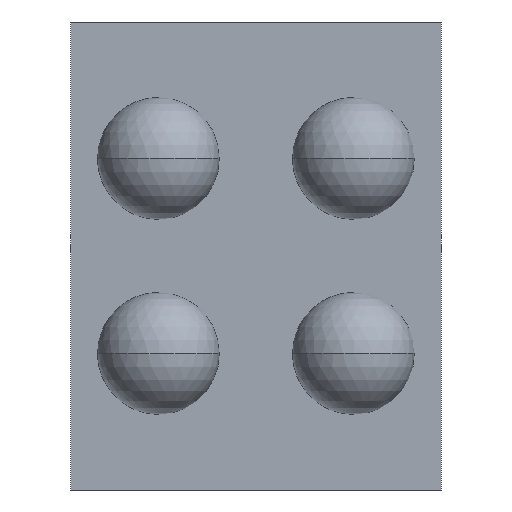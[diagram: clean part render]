
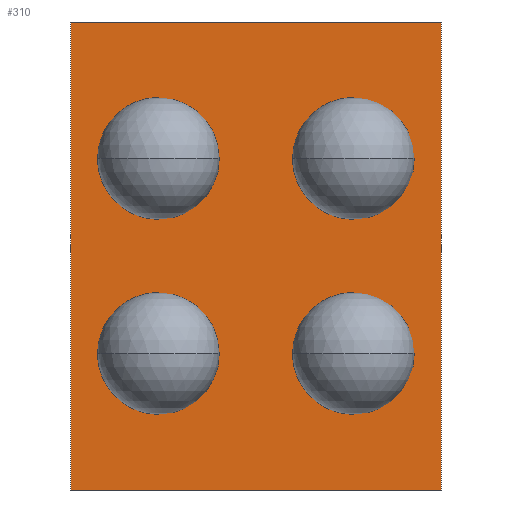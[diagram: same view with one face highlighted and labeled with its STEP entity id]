
A CAD part, front view. The second image highlights one B-rep face of the part: STEP entity #310.
In plain terms, the highlighted planar face has unit normal (0, -1, 0).
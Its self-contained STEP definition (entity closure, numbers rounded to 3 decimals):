
#3 = LINE ( 'NONE', #81, #540 ) ;
#8 = CARTESIAN_POINT ( 'NONE',  ( -0.38, 0.21, 0.48 ) ) ;
#11 = VERTEX_POINT ( 'NONE', #249 ) ;
#19 = AXIS2_PLACEMENT_3D ( 'NONE', #602, #274, #334 ) ;
#45 = DIRECTION ( 'NONE',  ( 1., 0., 0. ) ) ;
#61 = ORIENTED_EDGE ( 'NONE', *, *, #160, .F. ) ;
#81 = CARTESIAN_POINT ( 'NONE',  ( 0.38, 0.21, 0.48 ) ) ;
#90 = DIRECTION ( 'NONE',  ( 0., 0., 1. ) ) ;
#98 = EDGE_CURVE ( 'NONE', #11, #616, #3, .T. ) ;
#160 = EDGE_CURVE ( 'NONE', #493, #315, #491, .T. ) ;
#165 = VECTOR ( 'NONE', #90, 1000. ) ;
#249 = CARTESIAN_POINT ( 'NONE',  ( 0.38, 0.21, 0.48 ) ) ;
#258 = EDGE_CURVE ( 'NONE', #616, #493, #535, .T. ) ;
#268 = CARTESIAN_POINT ( 'NONE',  ( -0.38, 0.21, -0.48 ) ) ;
#274 = DIRECTION ( 'NONE',  ( 0., 1., 0. ) ) ;
#276 = ORIENTED_EDGE ( 'NONE', *, *, #641, .F. ) ;
#297 = DIRECTION ( 'NONE',  ( 0., 0., -1. ) ) ;
#304 = CARTESIAN_POINT ( 'NONE',  ( 0.38, 0.21, -0.48 ) ) ;
#306 = CARTESIAN_POINT ( 'NONE',  ( -0.38, 0.21, 0.48 ) ) ;
#310 = ADVANCED_FACE ( 'NONE', ( #653 ), #485, .F. ) ;
#315 = VERTEX_POINT ( 'NONE', #8 ) ;
#334 = DIRECTION ( 'NONE',  ( 0., 0., 1. ) ) ;
#366 = ORIENTED_EDGE ( 'NONE', *, *, #98, .F. ) ;
#393 = VECTOR ( 'NONE', #45, 1000. ) ;
#394 = VECTOR ( 'NONE', #600, 1000. ) ;
#485 = PLANE ( 'NONE',  #19 ) ;
#491 = LINE ( 'NONE', #686, #165 ) ;
#493 = VERTEX_POINT ( 'NONE', #499 ) ;
#499 = CARTESIAN_POINT ( 'NONE',  ( -0.38, 0.21, -0.48 ) ) ;
#535 = LINE ( 'NONE', #268, #394 ) ;
#540 = VECTOR ( 'NONE', #297, 1000. ) ;
#546 = ORIENTED_EDGE ( 'NONE', *, *, #258, .F. ) ;
#583 = EDGE_LOOP ( 'NONE', ( #276, #61, #546, #366 ) ) ;
#600 = DIRECTION ( 'NONE',  ( -1., 0., 0. ) ) ;
#602 = CARTESIAN_POINT ( 'NONE',  ( 0., 0.21, 0. ) ) ;
#616 = VERTEX_POINT ( 'NONE', #304 ) ;
#641 = EDGE_CURVE ( 'NONE', #315, #11, #667, .T. ) ;
#653 = FACE_OUTER_BOUND ( 'NONE', #583, .T. ) ;
#667 = LINE ( 'NONE', #306, #393 ) ;
#686 = CARTESIAN_POINT ( 'NONE',  ( -0.38, 0.21, 0.48 ) ) ;
